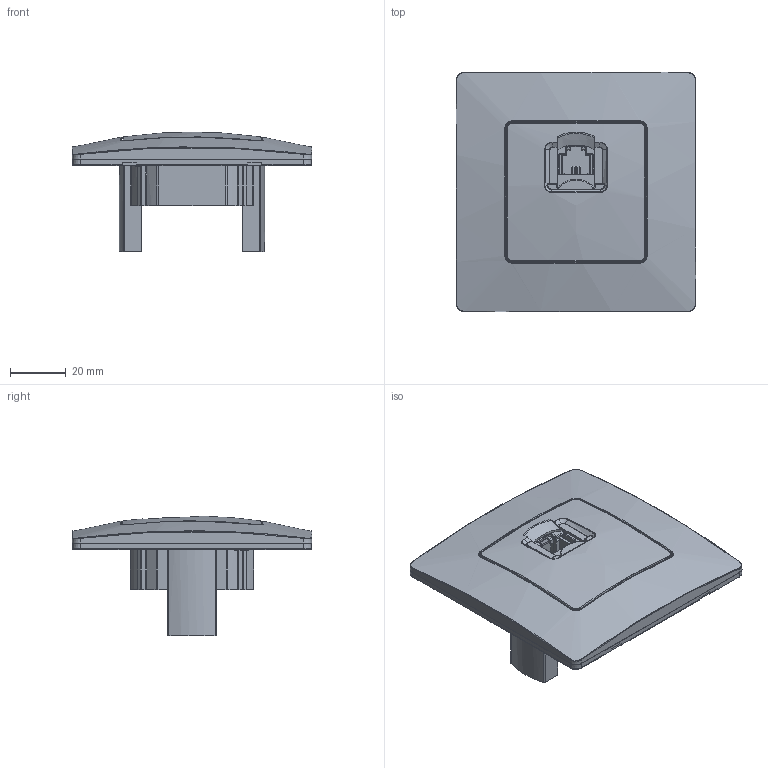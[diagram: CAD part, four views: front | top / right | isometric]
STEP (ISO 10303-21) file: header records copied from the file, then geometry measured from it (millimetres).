
FILE_DESCRIPTION (( 'STEP AP203' ), '1' );
FILE_NAME ('Rozetka_RJ11.STEP', '2025-06-26T07:31:13', ( '' ), ( '' ), 'SwSTEP 2.0', 'SolidWorks 2022', '' );
FILE_SCHEMA (( 'CONFIG_CONTROL_DESIGN' ));
Length unit declared in the file: millimetre
Products named in the file (1): Rozetka_RJ11
Bounding box: 86 x 86 x 42.99 mm (x, y, z)
Surface area: 31590.3 mm2 (no closed solid volume)
Topology: 0 solids, 25 shells, 2950 faces, 8342 edges, 5435 vertices
Faces by surface type: plane 2274, bspline 398, cylinder 178, cone 47, torus 29, sphere 24
Entity records: 132588 total; most frequent: CARTESIAN_POINT 74417, ORIENTED_EDGE 16633, EDGE_CURVE 8340, B_SPLINE_CURVE_WITH_KNOTS 8240, VERTEX_POINT 5435, DIRECTION 5110, EDGE_LOOP 2993, ADVANCED_FACE 2950
